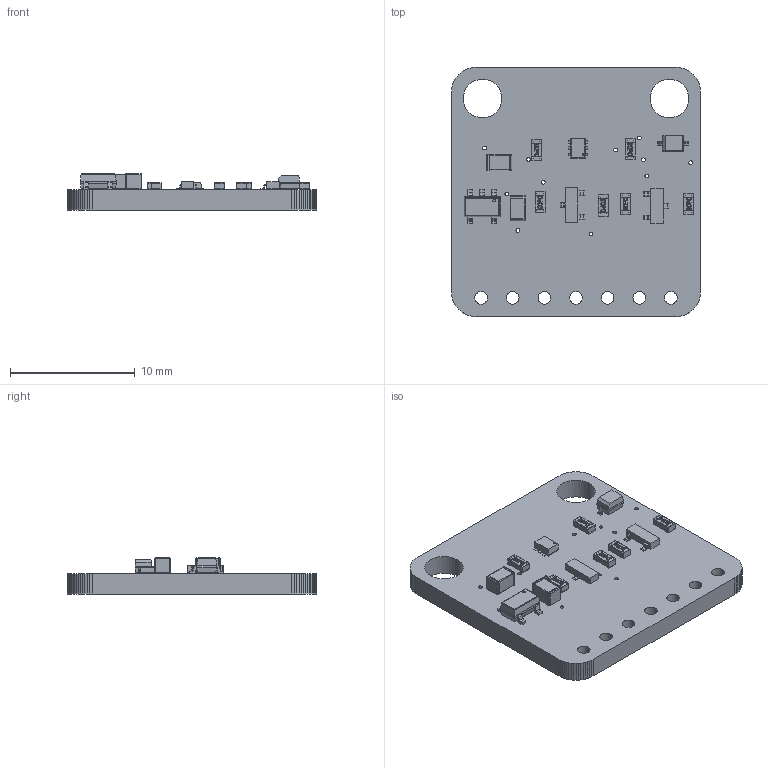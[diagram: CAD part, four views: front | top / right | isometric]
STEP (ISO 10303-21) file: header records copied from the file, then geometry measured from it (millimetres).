
FILE_DESCRIPTION(('PCB Model'),'2;1');
FILE_NAME('EVE TMP102_2.STEP', '2021-01-26T00:23:19',('pritesh'),('Unspecified'), 'Open CASCADE STEP processor 6.8','Proteus','Unknown');
FILE_SCHEMA(('AUTOMOTIVE_DESIGN { 1 0 10303 214 1 1 1 1 }'));
Length unit declared in the file: millimetre
Products named in the file (64): Open CASCADE STEP translator 6.8 1; Layer_1; U1; Open CASCADE STEP translator 6.8 1.2.1; Body_1; =>[0:1:1:2]; =>[0:1:1:3]; SOLID; =>[0:1:1:4]; U2; Open CASCADE STEP translator 6.8 1.3.1; C1; Open CASCADE STEP translator 6.8 1.4.1; Part_3; Part_2; Part_1; C3; Open CASCADE STEP translator 6.8 1.5.1; D1; Open CASCADE STEP translator 6.8 1.6.1; R6; Open CASCADE STEP translator 6.8 1.7.1; =>[0:1:1:5]; =>[0:1:1:6]; R1; Open CASCADE STEP translator 6.8 1.8.1; Q1; Open CASCADE STEP translator 6.8 1.9.1; Pin_1; Pin_2; Pin_3; R4; Open CASCADE STEP translator 6.8 1.10.1; Q2; R5; Open CASCADE STEP translator 6.8 1.12.1; R2; Open CASCADE STEP translator 6.8 1.13.1; R3; Open CASCADE STEP translator 6.8 1.14.1
Assembly tree (72 placements, depth 6):
  Open CASCADE STEP translator 6.8 1
    Layer_1
    U1
      Open CASCADE STEP translator 6.8 1.2.1
        Body_1
          =>[0:1:1:2]
          =>[0:1:1:3]
            SOLID
            SOLID
            SOLID
          =>[0:1:1:4]
            SOLID
            SOLID
            SOLID
    U2
      Open CASCADE STEP translator 6.8 1.3.1
        Body_1
          =>[0:1:1:2]
          =>[0:1:1:3]
            SOLID
            SOLID
            SOLID
          =>[0:1:1:4]
            SOLID
            SOLID
    C1
      Open CASCADE STEP translator 6.8 1.4.1
        Body_1
          Part_3
          Part_2
          Part_1
    C3
      Open CASCADE STEP translator 6.8 1.5.1
        Body_1
          Part_3
          Part_2
          Part_1
    D1
      Open CASCADE STEP translator 6.8 1.6.1
        Body_1
          =>[0:1:1:2]
          =>[0:1:1:3]
          =>[0:1:1:4]
    R6
      Open CASCADE STEP translator 6.8 1.7.1
        Body_1
          =>[0:1:1:3]
          =>[0:1:1:4]
          =>[0:1:1:5]
          =>[0:1:1:6]
    R1
      Open CASCADE STEP translator 6.8 1.8.1
        Body_1
          =>[0:1:1:3]
          =>[0:1:1:4]
          =>[0:1:1:5]
          =>[0:1:1:6]
    Q1
      Open CASCADE STEP translator 6.8 1.9.1
        Body_1
Bounding box: 20 x 20 x 2.89 mm (x, y, z)
Volume: 638.3 mm3; surface area: 1131.6 mm2
Topology: 55 solids, 55 shells, 1030 faces, 2568 edges, 1676 vertices
Faces by surface type: plane 637, bspline 246, cylinder 131, sphere 16
Entity records: 19520 total; most frequent: CARTESIAN_POINT 5403, ORIENTED_EDGE 2338, DIRECTION 2269, EDGE_CURVE 1169, LINE 869, VECTOR 869, VERTEX_POINT 762, AXIS2_PLACEMENT_3D 700
